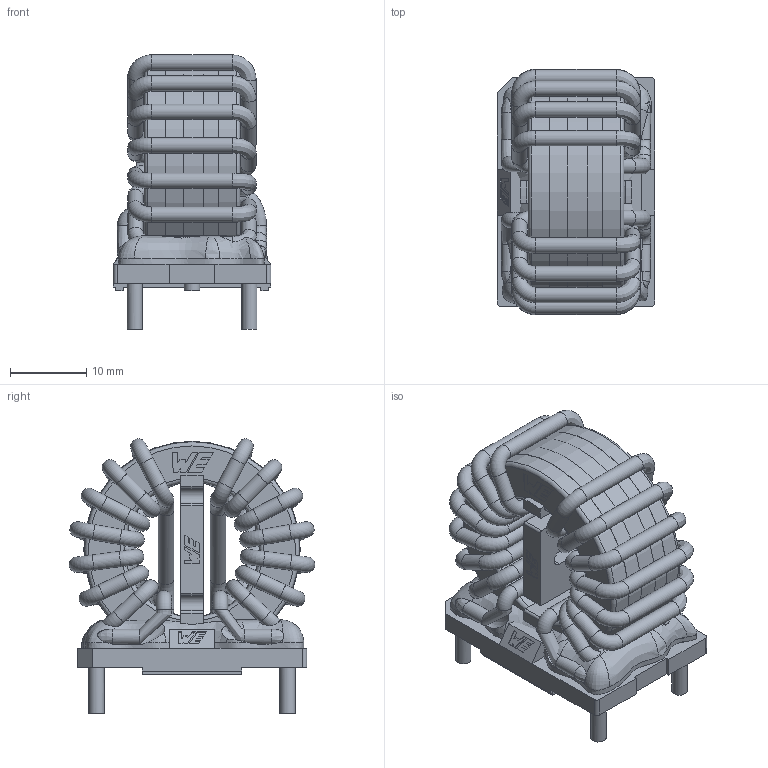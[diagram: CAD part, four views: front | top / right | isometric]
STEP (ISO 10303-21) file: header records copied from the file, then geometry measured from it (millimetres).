
FILE_DESCRIPTION(('STEP AP214'),'1');
FILE_NAME('L_Wurth_WE-CMBNC-TypeXL_7448052502.step','2025-04-07T06:57:27',(' '),('ANSOFT Corporation'),'Spatial InterOp 3D',' ',' ');
FILE_SCHEMA(('AUTOMOTIVE_DESIGN { 1 0 10303 214 1 1 1 1 }'));
Length unit declared in the file: millimetre
Products named in the file (1): Glue
Bounding box: 20.6 x 32.13 x 35.88 mm (x, y, z)
Volume: 9706.8 mm3; surface area: 17635 mm2
Topology: 10 solids, 10 shells, 800 faces, 2151 edges, 1379 vertices
Faces by surface type: plane 486, cylinder 141, torus 73, bspline 69, cone 24, revolution 4, sphere 2, extrusion 1
Full cylindrical faces by diameter (mm): 1.7 x8, 2 x74, 2.2 x4, 17.6 x1, 19.4 x2, 20 x1, 25 x1, 25.6 x2, 28.2 x1, 28.23 x1, 28.31 x1
Entity records: 49155 total; most frequent: CARTESIAN_POINT 20472, ORIENTED_EDGE 3794, DIRECTION 3566, EDGE_CURVE 1897, STYLED_ITEM 1519, PRESENTATION_STYLE_ASSIGNMENT 1519, COLOUR_RGB 1519, VERTEX_POINT 1337
